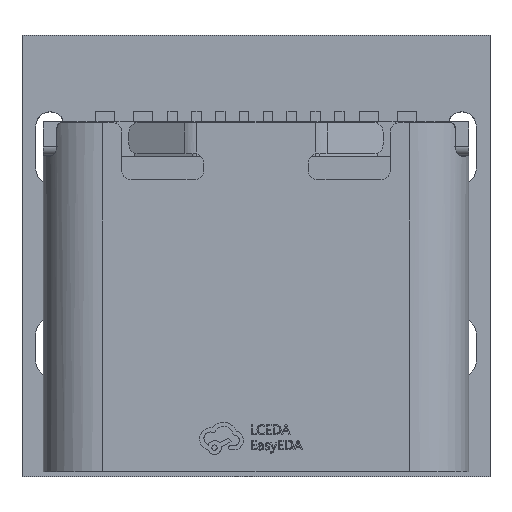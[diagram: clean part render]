
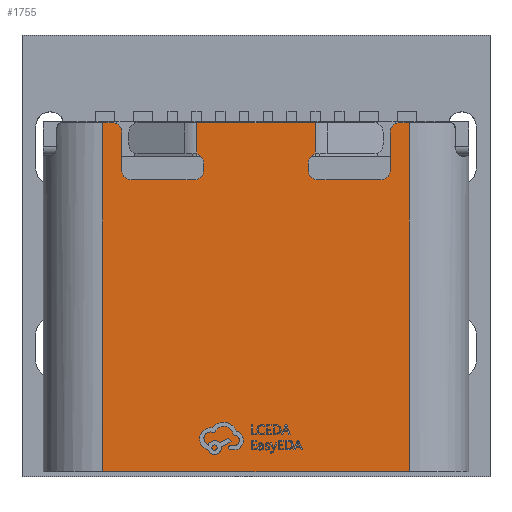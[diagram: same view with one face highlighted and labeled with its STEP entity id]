
A CAD part, top view. The second image highlights one B-rep face of the part: STEP entity #1755.
In plain terms, the highlighted planar face has unit normal (0, 0, 1).
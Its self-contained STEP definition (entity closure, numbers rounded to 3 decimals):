
#1513 = VERTEX_POINT('',#1514);
#1514 = CARTESIAN_POINT('',(1.1,1.49,3.26
    ));
#1520 = EDGE_CURVE('',#1521,#1513,#1523,.T.);
#1521 = VERTEX_POINT('',#1522);
#1522 = CARTESIAN_POINT('',(1.1,1.34,3.26
    ));
#1523 = LINE('',#1524,#1525);
#1524 = CARTESIAN_POINT('',(1.1,1.14,3.26
    ));
#1525 = VECTOR('',#1526,1.);
#1526 = DIRECTION('',(0.,1.,0.));
#1545 = VERTEX_POINT('',#1546);
#1546 = CARTESIAN_POINT('',(3.22,2.34,3.26)
  );
#1579 = VERTEX_POINT('',#1580);
#1580 = CARTESIAN_POINT('',(3.02,2.34,3.26
    ));
#1586 = EDGE_CURVE('',#1545,#1579,#1587,.T.);
#1587 = LINE('',#1588,#1589);
#1588 = CARTESIAN_POINT('',(-3.22,2.34,3.26
    ));
#1589 = VECTOR('',#1590,1.);
#1590 = DIRECTION('',(-1.,0.,0.));
#1755 = ADVANCED_FACE('',(#1756),#1924,.T.);
#1756 = FACE_BOUND('',#1757,.T.);
#1757 = EDGE_LOOP('',(#1758,#1768,#1776,#1785,#1793,#1802,#1810,#1819,
    #1827,#1836,#1844,#1852,#1860,#1866,#1867,#1876,#1884,#1893,#1901,
    #1908,#1909,#1918));
#1758 = ORIENTED_EDGE('',*,*,#1759,.T.);
#1759 = EDGE_CURVE('',#1760,#1762,#1764,.T.);
#1760 = VERTEX_POINT('',#1761);
#1761 = CARTESIAN_POINT('',(1.246,2.34,3.26
    ));
#1762 = VERTEX_POINT('',#1763);
#1763 = CARTESIAN_POINT('',(-1.246,2.34,
    3.26));
#1764 = LINE('',#1765,#1766);
#1765 = CARTESIAN_POINT('',(-1.1,2.34,
    3.26));
#1766 = VECTOR('',#1767,1.);
#1767 = DIRECTION('',(-1.,0.,0.));
#1768 = ORIENTED_EDGE('',*,*,#1769,.F.);
#1769 = EDGE_CURVE('',#1770,#1762,#1772,.T.);
#1770 = VERTEX_POINT('',#1771);
#1771 = CARTESIAN_POINT('',(-1.246,1.683,
    3.26));
#1772 = LINE('',#1773,#1774);
#1773 = CARTESIAN_POINT('',(-1.246,1.69,
    3.26));
#1774 = VECTOR('',#1775,1.);
#1775 = DIRECTION('',(0.,1.,0.));
#1776 = ORIENTED_EDGE('',*,*,#1777,.F.);
#1777 = EDGE_CURVE('',#1778,#1770,#1780,.T.);
#1778 = VERTEX_POINT('',#1779);
#1779 = CARTESIAN_POINT('',(-1.1,1.49,
    3.26));
#1780 = CIRCLE('',#1781,0.2);
#1781 = AXIS2_PLACEMENT_3D('',#1782,#1783,#1784);
#1782 = CARTESIAN_POINT('',(-1.3,1.49,
    3.26));
#1783 = DIRECTION('',(0.,0.,1.));
#1784 = DIRECTION('',(0.,-1.,0.));
#1785 = ORIENTED_EDGE('',*,*,#1786,.F.);
#1786 = EDGE_CURVE('',#1787,#1778,#1789,.T.);
#1787 = VERTEX_POINT('',#1788);
#1788 = CARTESIAN_POINT('',(-1.1,1.34,
    3.26));
#1789 = LINE('',#1790,#1791);
#1790 = CARTESIAN_POINT('',(-1.1,1.14,
    3.26));
#1791 = VECTOR('',#1792,1.);
#1792 = DIRECTION('',(0.,1.,0.));
#1793 = ORIENTED_EDGE('',*,*,#1794,.F.);
#1794 = EDGE_CURVE('',#1795,#1787,#1797,.T.);
#1795 = VERTEX_POINT('',#1796);
#1796 = CARTESIAN_POINT('',(-1.3,1.14,
    3.26));
#1797 = CIRCLE('',#1798,0.2);
#1798 = AXIS2_PLACEMENT_3D('',#1799,#1800,#1801);
#1799 = CARTESIAN_POINT('',(-1.3,1.34,
    3.26));
#1800 = DIRECTION('',(0.,0.,1.));
#1801 = DIRECTION('',(0.,-1.,0.));
#1802 = ORIENTED_EDGE('',*,*,#1803,.T.);
#1803 = EDGE_CURVE('',#1795,#1804,#1806,.T.);
#1804 = VERTEX_POINT('',#1805);
#1805 = CARTESIAN_POINT('',(-2.62,1.14,
    3.26));
#1806 = LINE('',#1807,#1808);
#1807 = CARTESIAN_POINT('',(-2.82,1.14,
    3.26));
#1808 = VECTOR('',#1809,1.);
#1809 = DIRECTION('',(-1.,0.,0.));
#1810 = ORIENTED_EDGE('',*,*,#1811,.F.);
#1811 = EDGE_CURVE('',#1812,#1804,#1814,.T.);
#1812 = VERTEX_POINT('',#1813);
#1813 = CARTESIAN_POINT('',(-2.82,1.34,
    3.26));
#1814 = CIRCLE('',#1815,0.2);
#1815 = AXIS2_PLACEMENT_3D('',#1816,#1817,#1818);
#1816 = CARTESIAN_POINT('',(-2.62,1.34,
    3.26));
#1817 = DIRECTION('',(0.,0.,1.));
#1818 = DIRECTION('',(0.,-1.,0.));
#1819 = ORIENTED_EDGE('',*,*,#1820,.T.);
#1820 = EDGE_CURVE('',#1812,#1821,#1823,.T.);
#1821 = VERTEX_POINT('',#1822);
#1822 = CARTESIAN_POINT('',(-2.82,2.14,
    3.26));
#1823 = LINE('',#1824,#1825);
#1824 = CARTESIAN_POINT('',(-2.82,2.34,
    3.26));
#1825 = VECTOR('',#1826,1.);
#1826 = DIRECTION('',(0.,1.,0.));
#1827 = ORIENTED_EDGE('',*,*,#1828,.F.);
#1828 = EDGE_CURVE('',#1829,#1821,#1831,.T.);
#1829 = VERTEX_POINT('',#1830);
#1830 = CARTESIAN_POINT('',(-3.02,2.34,
    3.26));
#1831 = CIRCLE('',#1832,0.2);
#1832 = AXIS2_PLACEMENT_3D('',#1833,#1834,#1835);
#1833 = CARTESIAN_POINT('',(-3.02,2.14,
    3.26));
#1834 = DIRECTION('',(0.,0.,-1.));
#1835 = DIRECTION('',(0.,-1.,0.));
#1836 = ORIENTED_EDGE('',*,*,#1837,.F.);
#1837 = EDGE_CURVE('',#1838,#1829,#1840,.T.);
#1838 = VERTEX_POINT('',#1839);
#1839 = CARTESIAN_POINT('',(-3.22,2.34,3.26
    ));
#1840 = LINE('',#1841,#1842);
#1841 = CARTESIAN_POINT('',(3.22,2.34,3.26)
  );
#1842 = VECTOR('',#1843,1.);
#1843 = DIRECTION('',(1.,0.,0.));
#1844 = ORIENTED_EDGE('',*,*,#1845,.T.);
#1845 = EDGE_CURVE('',#1838,#1846,#1848,.T.);
#1846 = VERTEX_POINT('',#1847);
#1847 = CARTESIAN_POINT('',(-3.22,-4.99,
    3.26));
#1848 = LINE('',#1849,#1850);
#1849 = CARTESIAN_POINT('',(-3.22,2.34,3.26
    ));
#1850 = VECTOR('',#1851,1.);
#1851 = DIRECTION('',(0.,-1.,0.));
#1852 = ORIENTED_EDGE('',*,*,#1853,.F.);
#1853 = EDGE_CURVE('',#1854,#1846,#1856,.T.);
#1854 = VERTEX_POINT('',#1855);
#1855 = CARTESIAN_POINT('',(3.22,-4.99,3.26
    ));
#1856 = LINE('',#1857,#1858);
#1857 = CARTESIAN_POINT('',(-3.22,-4.99,
    3.26));
#1858 = VECTOR('',#1859,1.);
#1859 = DIRECTION('',(-1.,0.,0.));
#1860 = ORIENTED_EDGE('',*,*,#1861,.F.);
#1861 = EDGE_CURVE('',#1545,#1854,#1862,.T.);
#1862 = LINE('',#1863,#1864);
#1863 = CARTESIAN_POINT('',(3.22,2.34,3.26)
  );
#1864 = VECTOR('',#1865,1.);
#1865 = DIRECTION('',(0.,-1.,0.));
#1866 = ORIENTED_EDGE('',*,*,#1586,.T.);
#1867 = ORIENTED_EDGE('',*,*,#1868,.T.);
#1868 = EDGE_CURVE('',#1579,#1869,#1871,.T.);
#1869 = VERTEX_POINT('',#1870);
#1870 = CARTESIAN_POINT('',(2.82,2.14,3.26
    ));
#1871 = CIRCLE('',#1872,0.2);
#1872 = AXIS2_PLACEMENT_3D('',#1873,#1874,#1875);
#1873 = CARTESIAN_POINT('',(3.02,2.14,3.26
    ));
#1874 = DIRECTION('',(0.,0.,1.));
#1875 = DIRECTION('',(0.,-1.,0.));
#1876 = ORIENTED_EDGE('',*,*,#1877,.F.);
#1877 = EDGE_CURVE('',#1878,#1869,#1880,.T.);
#1878 = VERTEX_POINT('',#1879);
#1879 = CARTESIAN_POINT('',(2.82,1.34,3.26
    ));
#1880 = LINE('',#1881,#1882);
#1881 = CARTESIAN_POINT('',(2.82,2.34,3.26
    ));
#1882 = VECTOR('',#1883,1.);
#1883 = DIRECTION('',(0.,1.,0.));
#1884 = ORIENTED_EDGE('',*,*,#1885,.T.);
#1885 = EDGE_CURVE('',#1878,#1886,#1888,.T.);
#1886 = VERTEX_POINT('',#1887);
#1887 = CARTESIAN_POINT('',(2.62,1.14,3.26
    ));
#1888 = CIRCLE('',#1889,0.2);
#1889 = AXIS2_PLACEMENT_3D('',#1890,#1891,#1892);
#1890 = CARTESIAN_POINT('',(2.62,1.34,3.26
    ));
#1891 = DIRECTION('',(0.,0.,-1.));
#1892 = DIRECTION('',(0.,-1.,0.));
#1893 = ORIENTED_EDGE('',*,*,#1894,.F.);
#1894 = EDGE_CURVE('',#1895,#1886,#1897,.T.);
#1895 = VERTEX_POINT('',#1896);
#1896 = CARTESIAN_POINT('',(1.3,1.14,3.26
    ));
#1897 = LINE('',#1898,#1899);
#1898 = CARTESIAN_POINT('',(2.82,1.14,3.26
    ));
#1899 = VECTOR('',#1900,1.);
#1900 = DIRECTION('',(1.,0.,0.));
#1901 = ORIENTED_EDGE('',*,*,#1902,.T.);
#1902 = EDGE_CURVE('',#1895,#1521,#1903,.T.);
#1903 = CIRCLE('',#1904,0.2);
#1904 = AXIS2_PLACEMENT_3D('',#1905,#1906,#1907);
#1905 = CARTESIAN_POINT('',(1.3,1.34,3.26
    ));
#1906 = DIRECTION('',(0.,0.,-1.));
#1907 = DIRECTION('',(0.,-1.,0.));
#1908 = ORIENTED_EDGE('',*,*,#1520,.T.);
#1909 = ORIENTED_EDGE('',*,*,#1910,.T.);
#1910 = EDGE_CURVE('',#1513,#1911,#1913,.T.);
#1911 = VERTEX_POINT('',#1912);
#1912 = CARTESIAN_POINT('',(1.246,1.683,3.26
    ));
#1913 = CIRCLE('',#1914,0.2);
#1914 = AXIS2_PLACEMENT_3D('',#1915,#1916,#1917);
#1915 = CARTESIAN_POINT('',(1.3,1.49,3.26
    ));
#1916 = DIRECTION('',(0.,0.,-1.));
#1917 = DIRECTION('',(0.,-1.,0.));
#1918 = ORIENTED_EDGE('',*,*,#1919,.T.);
#1919 = EDGE_CURVE('',#1911,#1760,#1920,.T.);
#1920 = LINE('',#1921,#1922);
#1921 = CARTESIAN_POINT('',(1.246,1.69,3.26
    ));
#1922 = VECTOR('',#1923,1.);
#1923 = DIRECTION('',(0.,1.,0.));
#1924 = PLANE('',#1925);
#1925 = AXIS2_PLACEMENT_3D('',#1926,#1927,#1928);
#1926 = CARTESIAN_POINT('',(-3.22,2.34,3.26
    ));
#1927 = DIRECTION('',(0.,0.,1.));
#1928 = DIRECTION('',(0.,-1.,0.));
